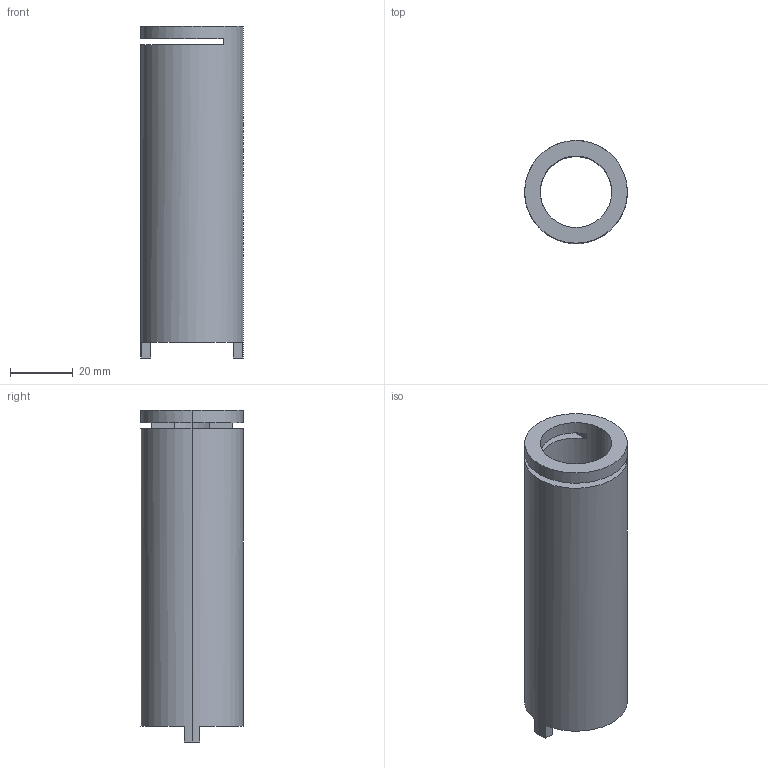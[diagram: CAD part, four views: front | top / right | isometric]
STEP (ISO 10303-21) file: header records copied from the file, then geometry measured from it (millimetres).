
FILE_DESCRIPTION (( 'STEP AP203' ), '1' );
FILE_NAME ('coin tube (top).STEP', '2025-04-28T03:27:24', ( '' ), ( '' ), 'SwSTEP 2.0', 'SolidWorks 2024', '' );
FILE_SCHEMA (( 'CONFIG_CONTROL_DESIGN' ));
Length unit declared in the file: millimetre
Products named in the file (1): coin tube (top)
Bounding box: 32.8 x 32.8 x 106 mm (x, y, z)
Volume: 43593.7 mm3; surface area: 19102.1 mm2
Topology: 1 solids, 1 shells, 19 faces, 57 edges, 38 vertices
Faces by surface type: plane 12, cylinder 7
Entity records: 742 total; most frequent: DIRECTION 123, CARTESIAN_POINT 115, ORIENTED_EDGE 114, EDGE_CURVE 57, AXIS2_PLACEMENT_3D 46, VERTEX_POINT 38, LINE 31, VECTOR 31
